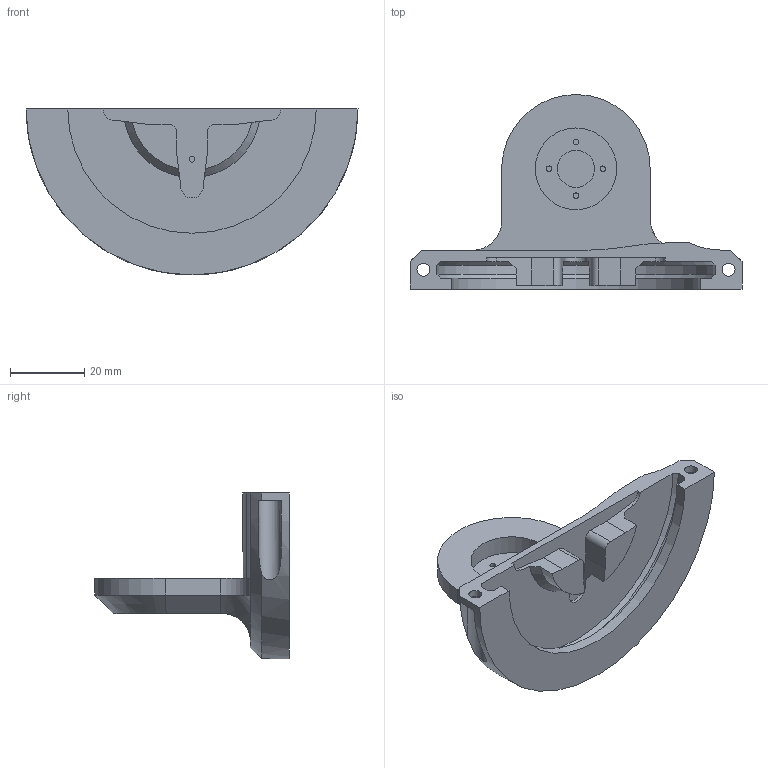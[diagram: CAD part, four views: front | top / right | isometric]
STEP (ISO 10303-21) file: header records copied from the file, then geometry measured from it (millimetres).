
FILE_DESCRIPTION(/* description */ (''),/* implementation_level */ '2;1');
FILE_NAME(/* name */ 'B2.step',/* time_stamp */ '2026-01-31T19:14:26+01:00',/* author */ (''),/* organization */ (''),/* preprocessor_version */ 'ST-DEVELOPER v20.1',/* originating_system */ 'Autodesk Translation Framework v14.21.0.0',/* authorisation */ '');
FILE_SCHEMA (('AUTOMOTIVE_DESIGN { 1 0 10303 214 3 1 1 }'));
Length unit declared in the file: millimetre
Products named in the file (1): B2
Bounding box: 89.5 x 52.5 x 44.75 mm (x, y, z)
Volume: 29614.3 mm3; surface area: 14103.1 mm2
Topology: 1 solids, 1 shells, 72 faces, 187 edges, 124 vertices
Faces by surface type: plane 36, cylinder 26, cone 7, bspline 2, torus 1
Full cylindrical faces by diameter (mm): 1.5 x4, 1.6 x1, 3.5 x2, 10 x1, 22 x1
Entity records: 2404 total; most frequent: CARTESIAN_POINT 586, ORIENTED_EDGE 374, DIRECTION 370, EDGE_CURVE 187, AXIS2_PLACEMENT_3D 135, VERTEX_POINT 124, LINE 100, VECTOR 100
